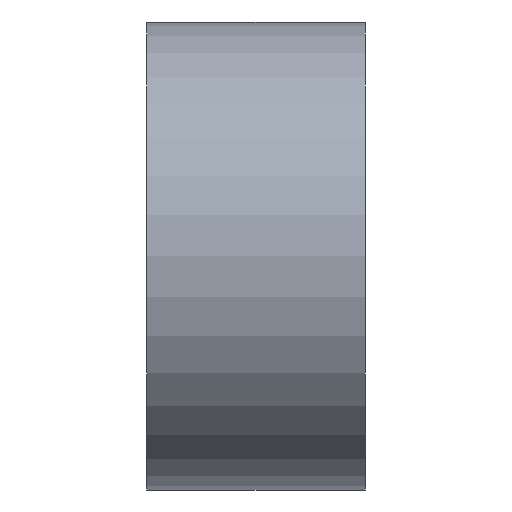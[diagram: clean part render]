
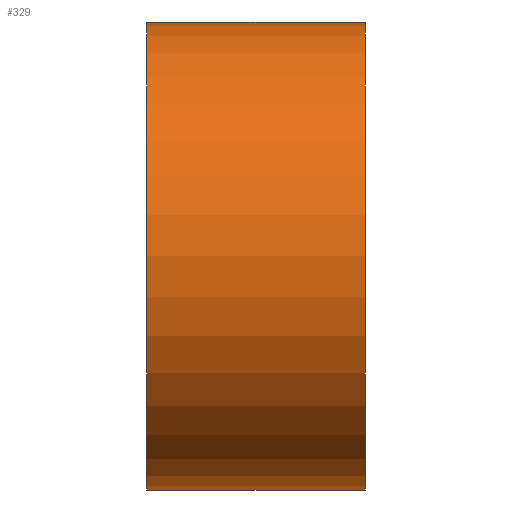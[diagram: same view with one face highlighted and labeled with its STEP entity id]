
A CAD part, front view. The second image highlights one B-rep face of the part: STEP entity #329.
In plain terms, the highlighted cylindrical face has radius 13.5 mm (diameter 27 mm), a partial arc.
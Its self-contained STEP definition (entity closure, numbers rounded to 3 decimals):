
#1=CARTESIAN_POINT('',(-6.3,0.,0.));
#2=DIRECTION('',(1.,0.,0.));
#3=DIRECTION('',(0.,0.,1.));
#4=AXIS2_PLACEMENT_3D('',#1,#2,#3);
#44=DIRECTION('',(1.,0.,0.));
#45=VECTOR('',#44,12.6);
#46=CARTESIAN_POINT('',(-6.3,0.,13.5));
#47=LINE('',#46,#45);
#66=DIRECTION('',(1.,0.,0.));
#67=VECTOR('',#66,12.6);
#68=CARTESIAN_POINT('',(-6.3,0.,-13.5));
#69=LINE('',#68,#67);
#70=CARTESIAN_POINT('',(6.3,0.,0.));
#71=DIRECTION('',(1.,0.,0.));
#72=DIRECTION('',(0.,0.,1.));
#73=AXIS2_PLACEMENT_3D('',#70,#71,#72);
#215=CARTESIAN_POINT('',(-6.3,0.,13.5));
#216=CARTESIAN_POINT('',(-6.3,0.,-13.5));
#217=VERTEX_POINT('',#215);
#218=VERTEX_POINT('',#216);
#227=CARTESIAN_POINT('',(6.3,0.,13.5));
#228=CARTESIAN_POINT('',(6.3,0.,-13.5));
#229=VERTEX_POINT('',#227);
#230=VERTEX_POINT('',#228);
#315=CARTESIAN_POINT('',(-6.3,0.,0.));
#316=DIRECTION('',(1.,0.,0.));
#317=DIRECTION('',(0.,1.,0.));
#318=AXIS2_PLACEMENT_3D('',#315,#316,#317);
#319=CYLINDRICAL_SURFACE('',#318,13.5);
#320=ORIENTED_EDGE('',*,*,#280,.F.);
#322=ORIENTED_EDGE('',*,*,#321,.T.);
#324=ORIENTED_EDGE('',*,*,#323,.T.);
#326=ORIENTED_EDGE('',*,*,#325,.F.);
#327=EDGE_LOOP('',(#320,#322,#324,#326));
#328=FACE_OUTER_BOUND('',#327,.F.);
#329=ADVANCED_FACE('',(#328),#319,.T.);
#5=CIRCLE('',#4,13.5);
#74=CIRCLE('',#73,13.5);
#280=EDGE_CURVE('',#217,#218,#5,.T.);
#321=EDGE_CURVE('',#217,#229,#47,.T.);
#323=EDGE_CURVE('',#229,#230,#74,.T.);
#325=EDGE_CURVE('',#218,#230,#69,.T.);
